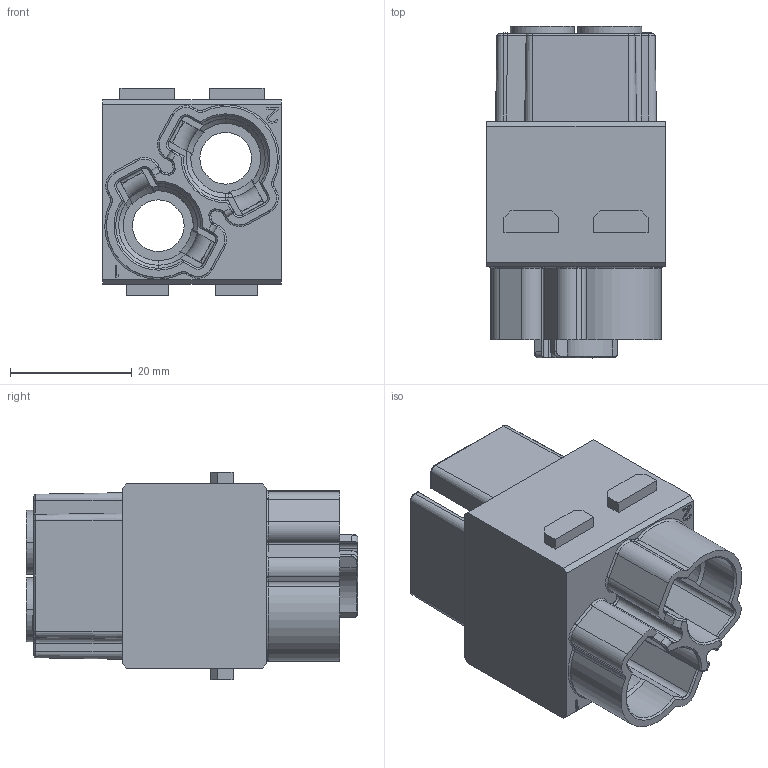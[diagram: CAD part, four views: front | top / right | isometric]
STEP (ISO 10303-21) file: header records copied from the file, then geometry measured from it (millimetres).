
FILE_DESCRIPTION((''),'2;1');
FILE_NAME('H2MK002FC','2017-05-16T',('tl.yang'),(''),'PRO/ENGINEER BY PARAMETRIC TECHNOLOGY CORPORATION, 2011500','PRO/ENGINEER BY PARAMETRIC TECHNOLOGY CORPORATION, 2011500','');
FILE_SCHEMA(('CONFIG_CONTROL_DESIGN'));
Length unit declared in the file: millimetre
Products named in the file (1): H2MK002FC
Bounding box: 29.4 x 54.6 x 34.2 mm (x, y, z)
Volume: 20638.4 mm3; surface area: 15148.3 mm2
Topology: 1 solids, 3 shells, 497 faces, 1300 edges, 817 vertices
Faces by surface type: plane 243, cylinder 140, cone 50, torus 50, bspline 10, sphere 4
Entity records: 16095 total; most frequent: CARTESIAN_POINT 3809, ORIENTED_EDGE 2584, DIRECTION 2557, EDGE_CURVE 1292, AXIS2_PLACEMENT_3D 887, VERTEX_POINT 817, VECTOR 783, LINE 783
